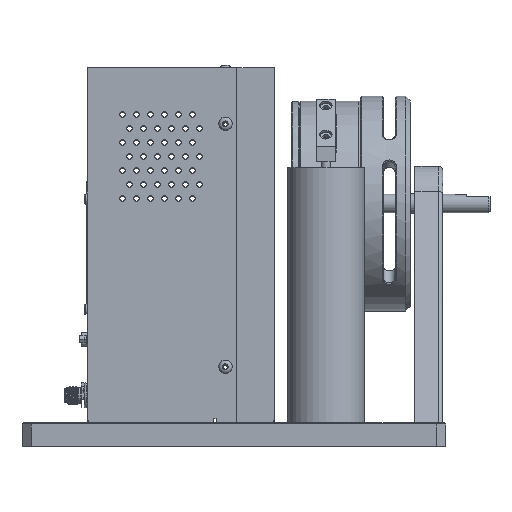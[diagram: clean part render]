
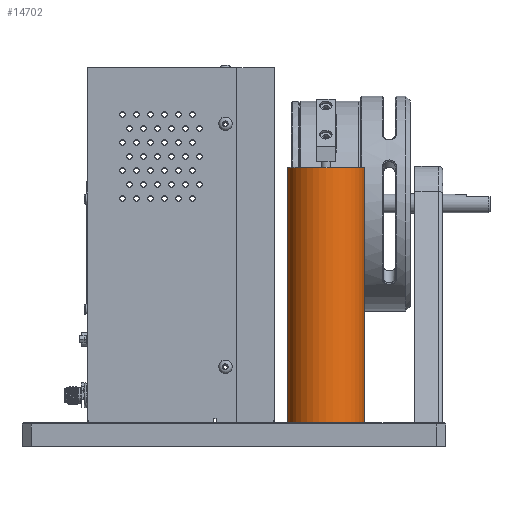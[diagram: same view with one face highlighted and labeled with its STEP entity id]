
A CAD part, top view. The second image highlights one B-rep face of the part: STEP entity #14702.
In plain terms, the highlighted cylindrical face has radius 26.187 mm (diameter 52.375 mm), a full revolution.
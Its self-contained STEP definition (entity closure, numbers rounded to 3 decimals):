
#1820 = EDGE_LOOP ( 'NONE', ( #8863 ) ) ;
#2204 = DIRECTION ( 'NONE',  ( 1., 0., 0. ) ) ;
#2205 = EDGE_CURVE ( 'NONE', #5874, #5874, #15527, .T. ) ;
#4839 = DIRECTION ( 'NONE',  ( 1., 0., 0. ) ) ;
#5874 = VERTEX_POINT ( 'NONE', #15575 ) ;
#6350 = CARTESIAN_POINT ( 'NONE',  ( 206.502, 189.281, 97.028 ) ) ;
#6584 = DIRECTION ( 'NONE',  ( 0., 1., 0. ) ) ;
#7314 = CARTESIAN_POINT ( 'NONE',  ( 180.315, 16.002, 97.028 ) ) ;
#8198 = DIRECTION ( 'NONE',  ( 0., -1., 0. ) ) ;
#8863 = ORIENTED_EDGE ( 'NONE', *, *, #17513, .T. ) ;
#8955 = AXIS2_PLACEMENT_3D ( 'NONE', #25999, #6584, #13901 ) ;
#9645 = CARTESIAN_POINT ( 'NONE',  ( 206.502, 0.274, 97.028 ) ) ;
#13901 = DIRECTION ( 'NONE',  ( -1., 0., 0. ) ) ;
#14702 = ADVANCED_FACE ( 'NONE', ( #28444, #29072 ), #26533, .T. ) ;
#15527 = CIRCLE ( 'NONE', #24145, 26.187 ) ;
#15575 = CARTESIAN_POINT ( 'NONE',  ( 232.689, 189.281, 97.028 ) ) ;
#17513 = EDGE_CURVE ( 'NONE', #26579, #26579, #22693, .T. ) ;
#21855 = EDGE_LOOP ( 'NONE', ( #27719 ) ) ;
#21997 = AXIS2_PLACEMENT_3D ( 'NONE', #9645, #26689, #2204 ) ;
#22693 = CIRCLE ( 'NONE', #8955, 26.187 ) ;
#24145 = AXIS2_PLACEMENT_3D ( 'NONE', #6350, #8198, #4839 ) ;
#25999 = CARTESIAN_POINT ( 'NONE',  ( 206.502, 16.002, 97.028 ) ) ;
#26533 = CYLINDRICAL_SURFACE ( 'NONE', #21997, 26.187 ) ;
#26579 = VERTEX_POINT ( 'NONE', #7314 ) ;
#26689 = DIRECTION ( 'NONE',  ( 0., -1., 0. ) ) ;
#27719 = ORIENTED_EDGE ( 'NONE', *, *, #2205, .T. ) ;
#28444 = FACE_OUTER_BOUND ( 'NONE', #21855, .T. ) ;
#29072 = FACE_OUTER_BOUND ( 'NONE', #1820, .T. ) ;
